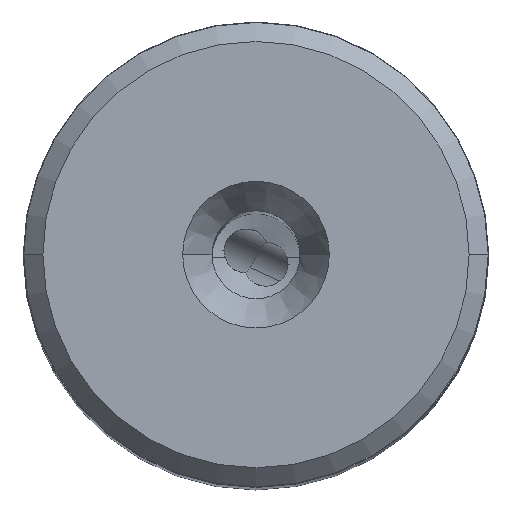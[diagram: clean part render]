
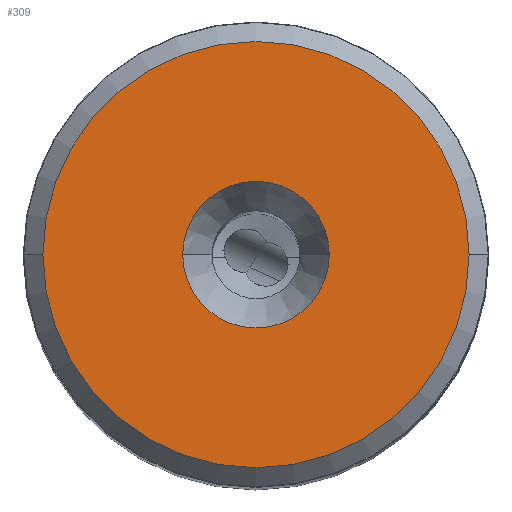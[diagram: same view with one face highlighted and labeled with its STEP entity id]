
A CAD part, top view. The second image highlights one B-rep face of the part: STEP entity #309.
In plain terms, the highlighted planar face has unit normal (0, 0, 1).
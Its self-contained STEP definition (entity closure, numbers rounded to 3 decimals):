
#110=PLANE('',#4297);
#172=FACE_BOUND('',#791,.T.);
#173=FACE_BOUND('',#792,.T.);
#309=ADVANCED_FACE('',(#172,#173),#110,.T.);
#791=EDGE_LOOP('',(#2078,#2079));
#792=EDGE_LOOP('',(#2080,#2081));
#1168=CIRCLE('',#4291,5.);
#1169=CIRCLE('',#4293,5.);
#1170=CIRCLE('',#4295,14.536);
#1171=CIRCLE('',#4296,14.536);
#2078=ORIENTED_EDGE('',*,*,#3271,.F.);
#2079=ORIENTED_EDGE('',*,*,#3272,.F.);
#2080=ORIENTED_EDGE('',*,*,#3267,.F.);
#2081=ORIENTED_EDGE('',*,*,#3270,.F.);
#2734=VERTEX_POINT('',#7838);
#2735=VERTEX_POINT('',#7839);
#2736=VERTEX_POINT('',#7846);
#2737=VERTEX_POINT('',#7847);
#3267=EDGE_CURVE('',#2734,#2735,#1168,.T.);
#3270=EDGE_CURVE('',#2735,#2734,#1169,.T.);
#3271=EDGE_CURVE('',#2736,#2737,#1170,.T.);
#3272=EDGE_CURVE('',#2737,#2736,#1171,.T.);
#4291=AXIS2_PLACEMENT_3D('',#7837,#5202,#5203);
#4293=AXIS2_PLACEMENT_3D('',#7843,#5208,#5209);
#4295=AXIS2_PLACEMENT_3D('',#7845,#5212,#5213);
#4296=AXIS2_PLACEMENT_3D('',#7848,#5214,#5215);
#4297=AXIS2_PLACEMENT_3D('',#7849,#5216,#5217);
#5202=DIRECTION('',(0.,0.,1.));
#5203=DIRECTION('',(-1.,0.,0.));
#5208=DIRECTION('',(0.,0.,1.));
#5209=DIRECTION('',(1.,0.,0.));
#5212=DIRECTION('',(0.,0.,-1.));
#5213=DIRECTION('',(-1.,0.,0.));
#5214=DIRECTION('',(0.,0.,-1.));
#5215=DIRECTION('',(1.,0.,0.));
#5216=DIRECTION('',(0.,0.,1.));
#5217=DIRECTION('',(1.,0.,0.));
#7837=CARTESIAN_POINT('',(0.,0.,0.));
#7838=CARTESIAN_POINT('',(-5.,0.,0.));
#7839=CARTESIAN_POINT('',(5.,0.,0.));
#7843=CARTESIAN_POINT('',(0.,0.,0.));
#7845=CARTESIAN_POINT('',(0.,0.,0.));
#7846=CARTESIAN_POINT('',(-14.536,0.,0.));
#7847=CARTESIAN_POINT('',(14.536,0.,0.));
#7848=CARTESIAN_POINT('',(0.,0.,0.));
#7849=CARTESIAN_POINT('',(0.,0.,0.));
